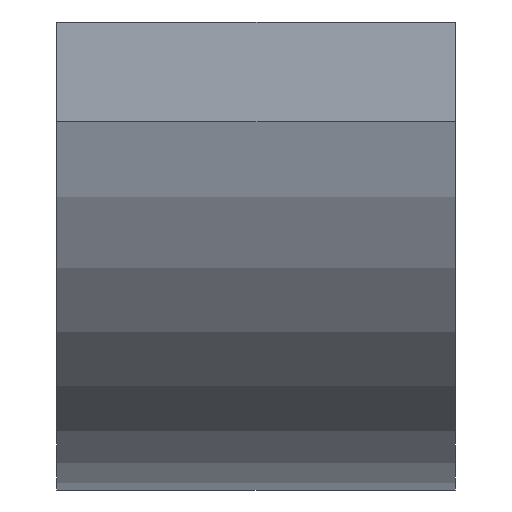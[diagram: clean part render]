
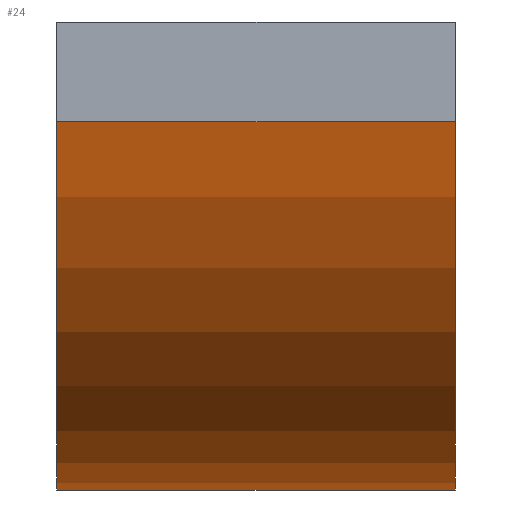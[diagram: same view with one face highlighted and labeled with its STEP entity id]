
A CAD part, left-side view. The second image highlights one B-rep face of the part: STEP entity #24.
In plain terms, the highlighted cylindrical face has radius 23.5 mm (diameter 47 mm), a partial arc.
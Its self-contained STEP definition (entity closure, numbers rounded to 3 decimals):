
#24=ADVANCED_FACE('',(#46),#250,.T.);
#46=FACE_OUTER_BOUND('',#68,.T.);
#68=EDGE_LOOP('',(#114,#115,#116,#117));
#114=ORIENTED_EDGE('',*,*,#173,.T.);
#115=ORIENTED_EDGE('',*,*,#159,.T.);
#116=ORIENTED_EDGE('',*,*,#174,.F.);
#117=ORIENTED_EDGE('',*,*,#147,.F.);
#147=EDGE_CURVE('',#223,#224,#205,.T.);
#159=EDGE_CURVE('',#234,#235,#189,.T.);
#173=EDGE_CURVE('',#223,#234,#184,.T.);
#174=EDGE_CURVE('',#224,#235,#185,.T.);
#184=TRIMMED_CURVE($,#200,(#515),(#516),.T.,.CARTESIAN.);
#185=TRIMMED_CURVE($,#201,(#518),(#519),.T.,.CARTESIAN.);
#189=(
BOUNDED_CURVE()
B_SPLINE_CURVE(1,(#484,#485),.UNSPECIFIED.,.F.,.F.)
B_SPLINE_CURVE_WITH_KNOTS((2,2),(0.,20.),.UNSPECIFIED.)
CURVE()
GEOMETRIC_REPRESENTATION_ITEM()
RATIONAL_B_SPLINE_CURVE((1.,1.))
REPRESENTATION_ITEM('')
);
#200=CIRCLE('',#374,23.5);
#201=CIRCLE('',#375,23.5);
#205=B_SPLINE_CURVE_WITH_KNOTS('',1,(#466,#467),.UNSPECIFIED.,.F.,.F.,(2,
2),(0.,20.),.UNSPECIFIED.);
#223=VERTEX_POINT('',#441);
#224=VERTEX_POINT('',#442);
#234=VERTEX_POINT('',#452);
#235=VERTEX_POINT('',#453);
#250=CYLINDRICAL_SURFACE('',#360,23.5);
#360=AXIS2_PLACEMENT_3D('',#434,#391,$);
#374=AXIS2_PLACEMENT_3D($,#514,#413,#414);
#375=AXIS2_PLACEMENT_3D($,#517,#415,#416);
#391=DIRECTION('',(0.,1.,0.));
#413=DIRECTION('',(0.,1.,0.));
#414=DIRECTION('',(0.977,0.,-0.213));
#415=DIRECTION('',(0.,1.,0.));
#416=DIRECTION('',(0.977,0.,-0.213));
#434=CARTESIAN_POINT('',(0.,10.,0.));
#441=CARTESIAN_POINT('',(22.962,0.,-5.));
#442=CARTESIAN_POINT('',(22.962,20.,-5.));
#452=CARTESIAN_POINT('',(-22.962,0.,-5.));
#453=CARTESIAN_POINT('',(-22.962,20.,-5.));
#466=CARTESIAN_POINT('',(22.962,0.,-5.));
#467=CARTESIAN_POINT('',(22.962,20.,-5.));
#484=CARTESIAN_POINT('',(-22.962,0.,-5.));
#485=CARTESIAN_POINT('',(-22.962,20.,-5.));
#514=CARTESIAN_POINT('',(0.,0.,0.));
#515=CARTESIAN_POINT('',(22.962,0.,-5.));
#516=CARTESIAN_POINT('',(-22.962,0.,-5.));
#517=CARTESIAN_POINT('',(0.,20.,0.));
#518=CARTESIAN_POINT('',(22.962,20.,-5.));
#519=CARTESIAN_POINT('',(-22.962,20.,-5.));
